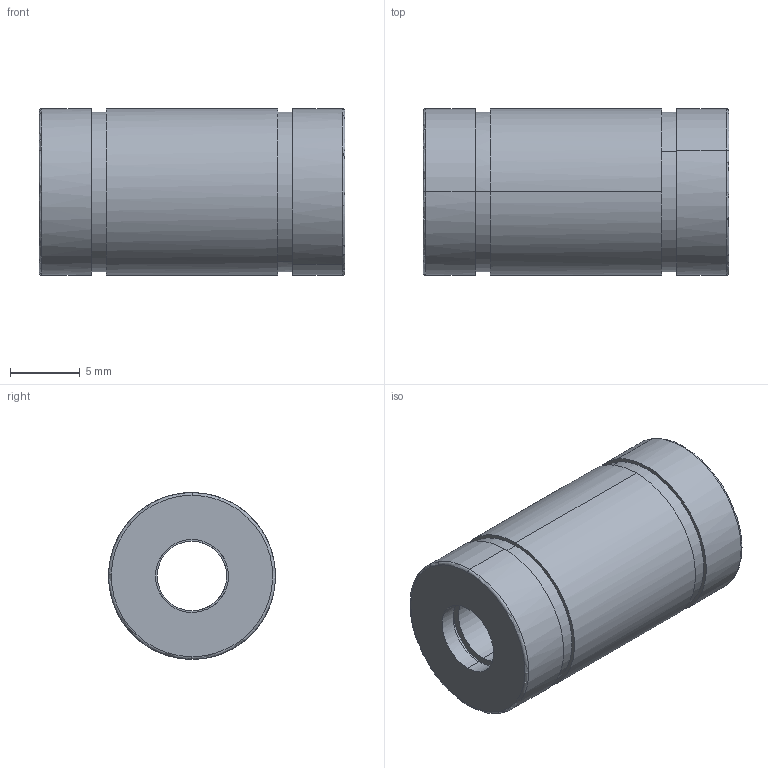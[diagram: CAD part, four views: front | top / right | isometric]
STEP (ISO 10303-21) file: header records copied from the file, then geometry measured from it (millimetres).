
FILE_DESCRIPTION(('CATIA V5 STEP Exchange'),'2;1');
FILE_NAME('sbe5.stp','2006-09-07T00:40:55+00:00',('none'),('none'),'CATIA Version 5 Release 14 (IN-10)','CATIA V5 STEP AP214','none');
FILE_SCHEMA(('AUTOMOTIVE_DESIGN { 1 0 10303 214 1 1 1 1 }'));
Length unit declared in the file: millimetre
Products named in the file (1): sbe5
Bounding box: 22 x 12 x 12 mm (x, y, z)
Volume: 2023.4 mm3; surface area: 1419.8 mm2
Topology: 1 solids, 1 shells, 34 faces, 70 edges, 46 vertices
Faces by surface type: cylinder 20, plane 10, torus 4
Entity records: 1399 total; most frequent: CARTESIAN_POINT 708, ORIENTED_EDGE 140, DIRECTION 107, EDGE_CURVE 70, AXIS2_PLACEMENT_3D 54, VERTEX_POINT 46, EDGE_LOOP 44, ADVANCED_FACE 34
